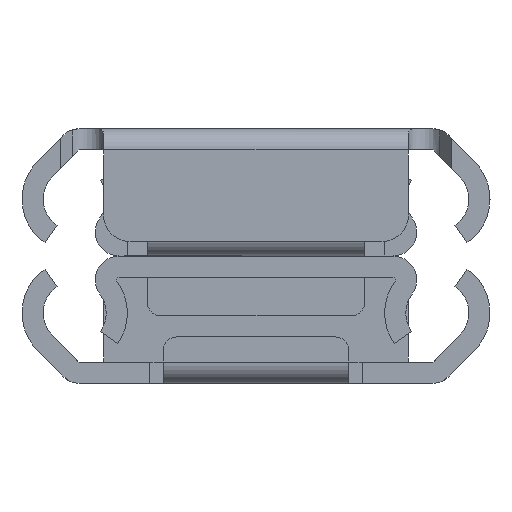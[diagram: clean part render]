
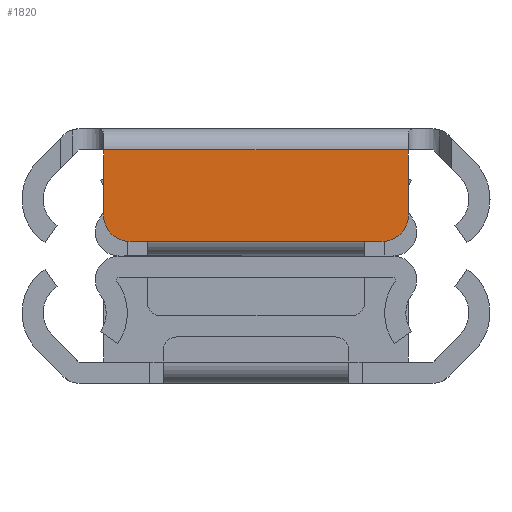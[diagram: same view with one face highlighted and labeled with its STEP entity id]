
A CAD part, left-side view. The second image highlights one B-rep face of the part: STEP entity #1820.
In plain terms, the highlighted face is planar.
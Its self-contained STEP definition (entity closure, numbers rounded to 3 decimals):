
#15 = EDGE_CURVE ( 'NONE', #773, #4477, #934, .T. ) ;
#105 = EDGE_CURVE ( 'NONE', #1452, #3299, #379, .T. ) ;
#138 = CARTESIAN_POINT ( 'NONE',  ( 406.4, 9.5, 6.5 ) ) ;
#169 = CARTESIAN_POINT ( 'NONE',  ( 406.4, -9.5, 8.5 ) ) ;
#304 = DIRECTION ( 'NONE',  ( 0., 1., 0. ) ) ;
#379 = CIRCLE ( 'NONE', #2820, 2. ) ;
#395 = CARTESIAN_POINT ( 'NONE',  ( 406.4, 11.5, 1.6 ) ) ;
#617 = CARTESIAN_POINT ( 'NONE',  ( 406.4, 9.5, 8.5 ) ) ;
#624 = DIRECTION ( 'NONE',  ( 0., 0., 1. ) ) ;
#628 = DIRECTION ( 'NONE',  ( 1., 0., 0. ) ) ;
#665 = CARTESIAN_POINT ( 'NONE',  ( 406.4, 11.5, 8.5 ) ) ;
#752 = CARTESIAN_POINT ( 'NONE',  ( 406.4, -11.5, 0. ) ) ;
#773 = VERTEX_POINT ( 'NONE', #3007 ) ;
#887 = CARTESIAN_POINT ( 'NONE',  ( 406.4, -9.5, 6.5 ) ) ;
#891 = ORIENTED_EDGE ( 'NONE', *, *, #15, .F. ) ;
#934 = LINE ( 'NONE', #752, #4507 ) ;
#964 = EDGE_CURVE ( 'NONE', #1193, #3299, #3529, .T. ) ;
#980 = CARTESIAN_POINT ( 'NONE',  ( 406.4, 11.5, 0. ) ) ;
#1059 = ORIENTED_EDGE ( 'NONE', *, *, #2757, .T. ) ;
#1110 = FACE_OUTER_BOUND ( 'NONE', #2849, .T. ) ;
#1193 = VERTEX_POINT ( 'NONE', #169 ) ;
#1241 = DIRECTION ( 'NONE',  ( 0., 0., -1. ) ) ;
#1331 = PLANE ( 'NONE',  #4472 ) ;
#1332 = ORIENTED_EDGE ( 'NONE', *, *, #105, .T. ) ;
#1452 = VERTEX_POINT ( 'NONE', #2959 ) ;
#1584 = EDGE_CURVE ( 'NONE', #1193, #4477, #2968, .T. ) ;
#1820 = ADVANCED_FACE ( 'NONE', ( #1110 ), #1331, .T. ) ;
#2045 = CARTESIAN_POINT ( 'NONE',  ( 406.4, 13.65, 5.3 ) ) ;
#2110 = DIRECTION ( 'NONE',  ( 0., 0., 1. ) ) ;
#2118 = ORIENTED_EDGE ( 'NONE', *, *, #964, .F. ) ;
#2257 = DIRECTION ( 'NONE',  ( 1., 0., 0. ) ) ;
#2501 = AXIS2_PLACEMENT_3D ( 'NONE', #887, #3373, #1241 ) ;
#2757 = EDGE_CURVE ( 'NONE', #773, #3839, #3974, .T. ) ;
#2820 = AXIS2_PLACEMENT_3D ( 'NONE', #138, #2257, #4403 ) ;
#2849 = EDGE_LOOP ( 'NONE', ( #891, #1059, #4392, #1332, #2118, #3973 ) ) ;
#2884 = DIRECTION ( 'NONE',  ( 0., 1., 0. ) ) ;
#2959 = CARTESIAN_POINT ( 'NONE',  ( 406.4, 11.5, 6.5 ) ) ;
#2968 = CIRCLE ( 'NONE', #2501, 2. ) ;
#3007 = CARTESIAN_POINT ( 'NONE',  ( 406.4, -11.5, 1.6 ) ) ;
#3120 = DIRECTION ( 'NONE',  ( 0., 0., -1. ) ) ;
#3146 = VECTOR ( 'NONE', #2884, 1000. ) ;
#3299 = VERTEX_POINT ( 'NONE', #617 ) ;
#3373 = DIRECTION ( 'NONE',  ( 1., 0., 0. ) ) ;
#3529 = LINE ( 'NONE', #665, #4369 ) ;
#3708 = LINE ( 'NONE', #980, #3835 ) ;
#3835 = VECTOR ( 'NONE', #624, 1000. ) ;
#3839 = VERTEX_POINT ( 'NONE', #4527 ) ;
#3856 = EDGE_CURVE ( 'NONE', #3839, #1452, #3708, .T. ) ;
#3973 = ORIENTED_EDGE ( 'NONE', *, *, #1584, .T. ) ;
#3974 = LINE ( 'NONE', #395, #3146 ) ;
#4369 = VECTOR ( 'NONE', #304, 1000. ) ;
#4392 = ORIENTED_EDGE ( 'NONE', *, *, #3856, .T. ) ;
#4403 = DIRECTION ( 'NONE',  ( 0., 0., -1. ) ) ;
#4436 = CARTESIAN_POINT ( 'NONE',  ( 406.4, -11.5, 6.5 ) ) ;
#4472 = AXIS2_PLACEMENT_3D ( 'NONE', #2045, #628, #3120 ) ;
#4477 = VERTEX_POINT ( 'NONE', #4436 ) ;
#4507 = VECTOR ( 'NONE', #2110, 1000. ) ;
#4527 = CARTESIAN_POINT ( 'NONE',  ( 406.4, 11.5, 1.6 ) ) ;
